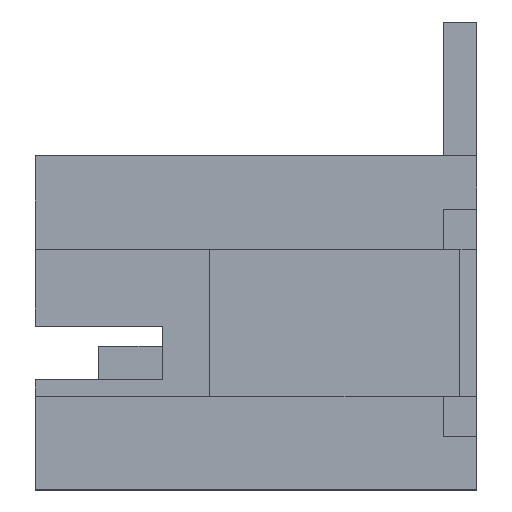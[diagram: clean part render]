
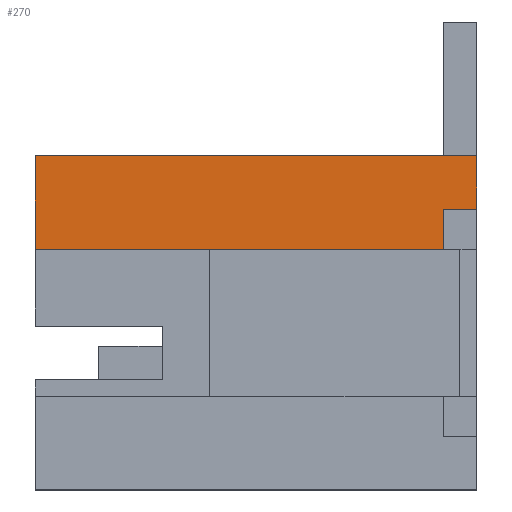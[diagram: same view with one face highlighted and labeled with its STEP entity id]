
A CAD part, left-side view. The second image highlights one B-rep face of the part: STEP entity #270.
In plain terms, the highlighted planar face has unit normal (-1, 0, 0).
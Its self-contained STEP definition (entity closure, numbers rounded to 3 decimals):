
#150 = VERTEX_POINT ( 'NONE', #2498 ) ;
#152 = EDGE_CURVE ( 'NONE', #150, #153, #2497, .T. ) ;
#153 = VERTEX_POINT ( 'NONE', #2493 ) ;
#270 = ADVANCED_FACE ( 'NONE', ( #2777 ), #2821, .T. ) ;
#271 = EDGE_LOOP ( 'NONE', ( #272, #276, #279, #282, #284, #285 ) ) ;
#272 = ORIENTED_EDGE ( 'NONE', *, *, #273, .T. ) ;
#273 = EDGE_CURVE ( 'NONE', #274, #275, #2816, .T. ) ;
#274 = VERTEX_POINT ( 'NONE', #2812 ) ;
#275 = VERTEX_POINT ( 'NONE', #2811 ) ;
#276 = ORIENTED_EDGE ( 'NONE', *, *, #277, .T. ) ;
#277 = EDGE_CURVE ( 'NONE', #275, #278, #2810, .T. ) ;
#278 = VERTEX_POINT ( 'NONE', #2860 ) ;
#279 = ORIENTED_EDGE ( 'NONE', *, *, #280, .T. ) ;
#280 = EDGE_CURVE ( 'NONE', #278, #281, #2859, .T. ) ;
#281 = VERTEX_POINT ( 'NONE', #2855 ) ;
#282 = ORIENTED_EDGE ( 'NONE', *, *, #283, .T. ) ;
#283 = EDGE_CURVE ( 'NONE', #281, #153, #2854, .T. ) ;
#284 = ORIENTED_EDGE ( 'NONE', *, *, #152, .F. ) ;
#285 = ORIENTED_EDGE ( 'NONE', *, *, #286, .F. ) ;
#286 = EDGE_CURVE ( 'NONE', #274, #150, #2849, .T. ) ;
#2493 = CARTESIAN_POINT ( 'NONE',  ( 0., 6.6, 15.575 ) ) ;
#2494 = DIRECTION ( 'NONE',  ( 0., 1., 0. ) ) ;
#2495 = VECTOR ( 'NONE', #2494, 1000. ) ;
#2496 = CARTESIAN_POINT ( 'NONE',  ( 0., 0., 15.575 ) ) ;
#2497 = LINE ( 'NONE', #2496, #2495 ) ;
#2498 = CARTESIAN_POINT ( 'NONE',  ( 0., 0.5, 15.575 ) ) ;
#2777 = FACE_OUTER_BOUND ( 'NONE', #271, .T. ) ;
#2807 = DIRECTION ( 'NONE',  ( 0., 0., 1. ) ) ;
#2808 = VECTOR ( 'NONE', #2807, 1000. ) ;
#2809 = CARTESIAN_POINT ( 'NONE',  ( 0., 0., 16.975 ) ) ;
#2810 = LINE ( 'NONE', #2809, #2808 ) ;
#2811 = CARTESIAN_POINT ( 'NONE',  ( 0., 0., 16.175 ) ) ;
#2812 = CARTESIAN_POINT ( 'NONE',  ( 0., 0.5, 16.175 ) ) ;
#2813 = DIRECTION ( 'NONE',  ( 0., -1., 0. ) ) ;
#2814 = VECTOR ( 'NONE', #2813, 1000. ) ;
#2815 = CARTESIAN_POINT ( 'NONE',  ( 0., 0.5, 16.175 ) ) ;
#2816 = LINE ( 'NONE', #2815, #2814 ) ;
#2817 = DIRECTION ( 'NONE',  ( 0., 0., 1. ) ) ;
#2818 = DIRECTION ( 'NONE',  ( -1., 0., 0. ) ) ;
#2819 = CARTESIAN_POINT ( 'NONE',  ( 0., 6.6, 11.975 ) ) ;
#2820 = AXIS2_PLACEMENT_3D ( 'NONE', #2819, #2818, #2817 ) ;
#2821 = PLANE ( 'NONE',  #2820 ) ;
#2846 = DIRECTION ( 'NONE',  ( 0., 0., -1. ) ) ;
#2847 = VECTOR ( 'NONE', #2846, 1000. ) ;
#2848 = CARTESIAN_POINT ( 'NONE',  ( 0., 0.5, 12.775 ) ) ;
#2849 = LINE ( 'NONE', #2848, #2847 ) ;
#2851 = DIRECTION ( 'NONE',  ( 0., 0., -1. ) ) ;
#2852 = VECTOR ( 'NONE', #2851, 1000. ) ;
#2853 = CARTESIAN_POINT ( 'NONE',  ( 0., 6.6, 14.425 ) ) ;
#2854 = LINE ( 'NONE', #2853, #2852 ) ;
#2855 = CARTESIAN_POINT ( 'NONE',  ( 0., 6.6, 16.975 ) ) ;
#2856 = DIRECTION ( 'NONE',  ( 0., 1., 0. ) ) ;
#2857 = VECTOR ( 'NONE', #2856, 1000. ) ;
#2858 = CARTESIAN_POINT ( 'NONE',  ( 0., 6.6, 16.975 ) ) ;
#2859 = LINE ( 'NONE', #2858, #2857 ) ;
#2860 = CARTESIAN_POINT ( 'NONE',  ( 0., 0., 16.975 ) ) ;
